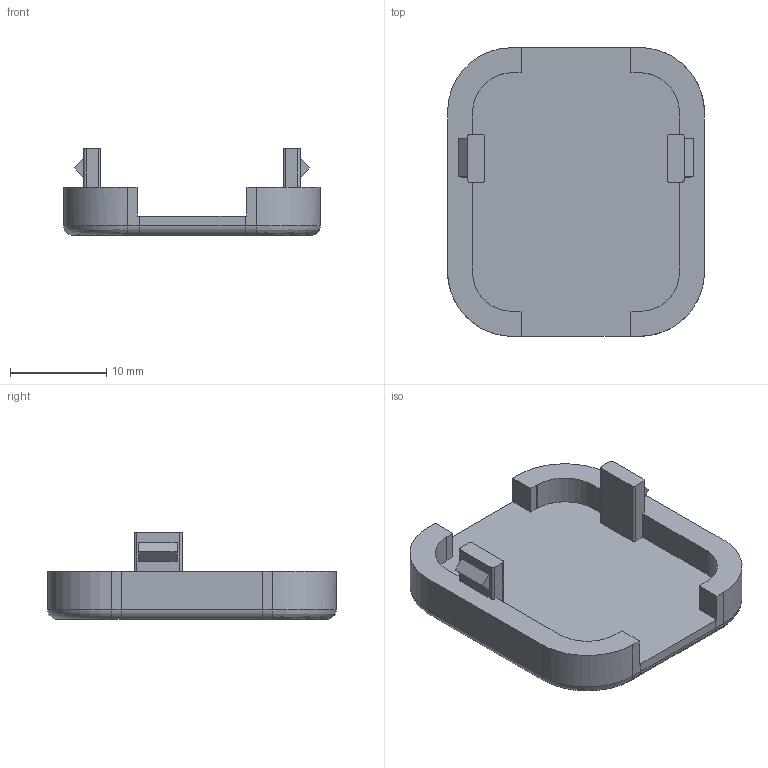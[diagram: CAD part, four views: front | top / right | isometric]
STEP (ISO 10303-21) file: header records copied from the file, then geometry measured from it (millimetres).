
FILE_DESCRIPTION(/* description */ (''),/* implementation_level */ '2;1');
FILE_NAME(/* name */ 'Hand_Raiser_Top.step',/* time_stamp */ '2022-09-11T23:01:14-07:00',/* author */ (''),/* organization */ (''),/* preprocessor_version */ 'ST-DEVELOPER v19',/* originating_system */ 'Autodesk Translation Framework v11.7.0.108',/* authorisation */ '');
FILE_SCHEMA (('AUTOMOTIVE_DESIGN { 1 0 10303 214 3 1 1 }'));
Length unit declared in the file: millimetre
Products named in the file (2): Hand_Raiser_Top; QT_PY_Board
Assembly tree (1 placements, depth 2):
  Hand_Raiser_Top
    QT_PY_Board
Bounding box: 26.7 x 30 x 9 mm (x, y, z)
Volume: 2169.7 mm3; surface area: 2268.5 mm2
Topology: 1 solids, 1 shells, 84 faces, 224 edges, 144 vertices
Faces by surface type: plane 52, cylinder 25, bspline 6, torus 1
Entity records: 3300 total; most frequent: CARTESIAN_POINT 1184, ORIENTED_EDGE 448, DIRECTION 396, EDGE_CURVE 224, LINE 172, VECTOR 172, VERTEX_POINT 144, AXIS2_PLACEMENT_3D 112
